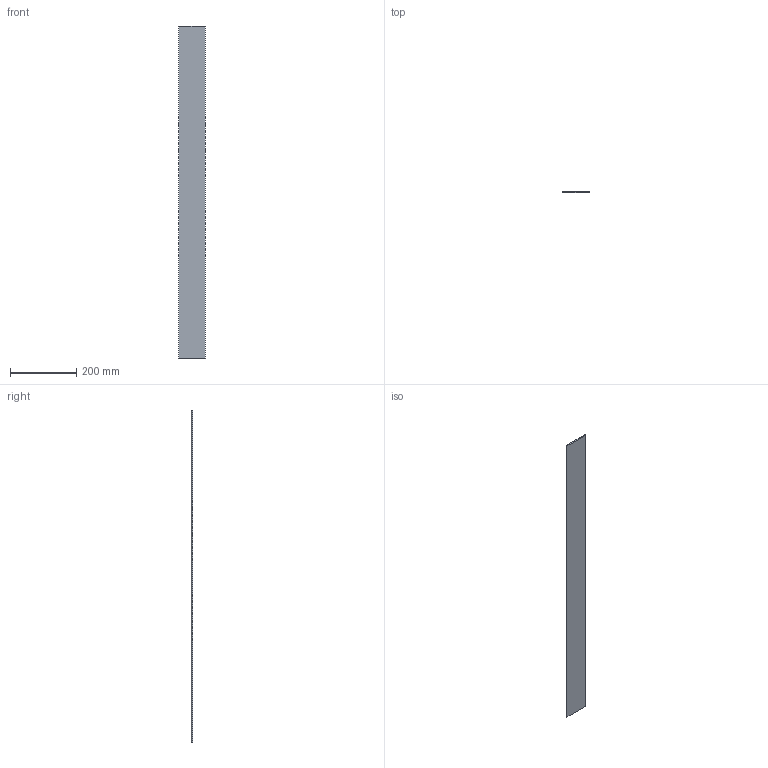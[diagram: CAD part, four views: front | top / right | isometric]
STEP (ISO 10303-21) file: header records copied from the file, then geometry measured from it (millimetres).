
FILE_DESCRIPTION(/* description */ ('Titel eingeben'),/* implementation_level */ '2;1');
FILE_NAME(/* name */ '55002_KriTec_Aluminium_Flachprofil_M_80x4_E_silber_eloxiert.stp',/* time_stamp */ '2018-01-17T08:52:00+01:00',/* author */ ('Steiner'),/* organization */ (''),/* preprocessor_version */ 'ST-DEVELOPER v16.1',/* originating_system */ 'Autodesk Inventor 2016',/* authorisation */ '');
FILE_SCHEMA (('CONFIG_CONTROL_DESIGN'));
Length unit declared in the file: millimetre
Products named in the file (1): 55002_KriTec_Aluminium_Flachprofil_M_80x4_E_silber_eloxiert
Bounding box: 80 x 4 x 1000 mm (x, y, z)
Volume: 318283.2 mm3; surface area: 166919.8 mm2
Topology: 1 solids, 1 shells, 8 faces, 18 edges, 12 vertices
Faces by surface type: plane 6, cylinder 2
Entity records: 250 total; most frequent: DIRECTION 40, CARTESIAN_POINT 39, ORIENTED_EDGE 36, EDGE_CURVE 18, LINE 14, VECTOR 14, AXIS2_PLACEMENT_3D 13, VERTEX_POINT 12
